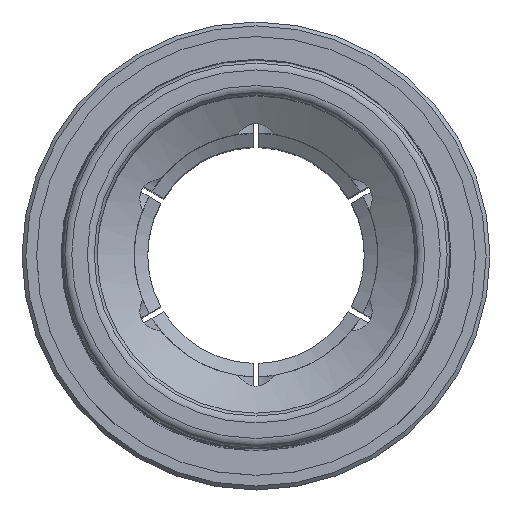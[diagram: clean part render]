
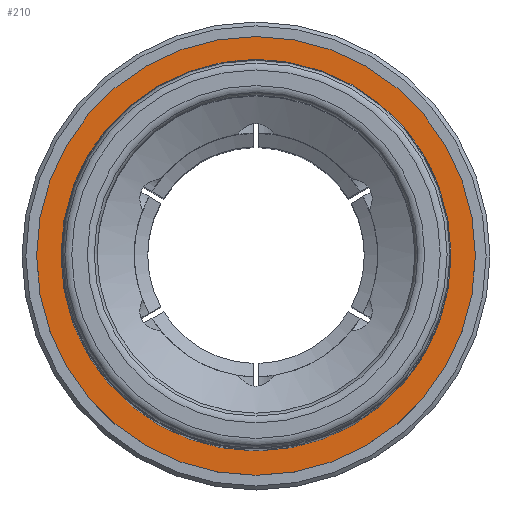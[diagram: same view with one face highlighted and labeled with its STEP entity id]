
A CAD part, top view. The second image highlights one B-rep face of the part: STEP entity #210.
In plain terms, the highlighted planar face has unit normal (0, 0, 1).
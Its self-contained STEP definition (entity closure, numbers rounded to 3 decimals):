
#90=FACE_BOUND('',#362,.T.);
#91=FACE_BOUND('',#363,.T.);
#110=PLANE('',#1455);
#210=ADVANCED_FACE('',(#90,#91),#110,.F.);
#362=EDGE_LOOP('',(#745));
#363=EDGE_LOOP('',(#746,#747,#748,#749,#750,#751,#752,#753,#754,#755,#756,
#757,#758,#759,#760,#761,#762,#763,#764,#765,#766,#767,#768,#769));
#408=LINE('',#1889,#504);
#412=LINE('',#1898,#508);
#417=LINE('',#1907,#513);
#419=LINE('',#1910,#515);
#426=LINE('',#2190,#522);
#441=LINE('',#2665,#537);
#442=LINE('',#2667,#538);
#443=LINE('',#2668,#539);
#444=LINE('',#2670,#540);
#445=LINE('',#2672,#541);
#446=LINE('',#2673,#542);
#447=LINE('',#2675,#543);
#448=LINE('',#2677,#544);
#449=LINE('',#2678,#545);
#450=LINE('',#2680,#546);
#451=LINE('',#2682,#547);
#452=LINE('',#2683,#548);
#453=LINE('',#2685,#549);
#504=VECTOR('',#1529,1.);
#508=VECTOR('',#1535,1.);
#513=VECTOR('',#1542,1.);
#515=VECTOR('',#1546,1.);
#522=VECTOR('',#1563,1.);
#537=VECTOR('',#1690,1.);
#538=VECTOR('',#1691,1.);
#539=VECTOR('',#1692,1.);
#540=VECTOR('',#1693,1.);
#541=VECTOR('',#1694,1.);
#542=VECTOR('',#1695,1.);
#543=VECTOR('',#1696,1.);
#544=VECTOR('',#1697,1.);
#545=VECTOR('',#1698,1.);
#546=VECTOR('',#1699,1.);
#547=VECTOR('',#1700,1.);
#548=VECTOR('',#1701,1.);
#549=VECTOR('',#1702,1.);
#745=ORIENTED_EDGE('',*,*,#1155,.T.);
#746=ORIENTED_EDGE('',*,*,#1212,.T.);
#747=ORIENTED_EDGE('',*,*,#1190,.F.);
#748=ORIENTED_EDGE('',*,*,#1149,.T.);
#749=ORIENTED_EDGE('',*,*,#1125,.T.);
#750=ORIENTED_EDGE('',*,*,#1130,.T.);
#751=ORIENTED_EDGE('',*,*,#1211,.F.);
#752=ORIENTED_EDGE('',*,*,#1132,.F.);
#753=ORIENTED_EDGE('',*,*,#1121,.F.);
#754=ORIENTED_EDGE('',*,*,#1213,.F.);
#755=ORIENTED_EDGE('',*,*,#1209,.F.);
#756=ORIENTED_EDGE('',*,*,#1214,.T.);
#757=ORIENTED_EDGE('',*,*,#1215,.T.);
#758=ORIENTED_EDGE('',*,*,#1216,.T.);
#759=ORIENTED_EDGE('',*,*,#1204,.F.);
#760=ORIENTED_EDGE('',*,*,#1217,.T.);
#761=ORIENTED_EDGE('',*,*,#1218,.T.);
#762=ORIENTED_EDGE('',*,*,#1219,.T.);
#763=ORIENTED_EDGE('',*,*,#1199,.F.);
#764=ORIENTED_EDGE('',*,*,#1220,.F.);
#765=ORIENTED_EDGE('',*,*,#1221,.F.);
#766=ORIENTED_EDGE('',*,*,#1222,.F.);
#767=ORIENTED_EDGE('',*,*,#1195,.F.);
#768=ORIENTED_EDGE('',*,*,#1223,.T.);
#769=ORIENTED_EDGE('',*,*,#1224,.T.);
#981=VERTEX_POINT('',#1883);
#984=VERTEX_POINT('',#1888);
#985=VERTEX_POINT('',#1892);
#988=VERTEX_POINT('',#1897);
#991=VERTEX_POINT('',#1906);
#992=VERTEX_POINT('',#1911);
#1005=VERTEX_POINT('',#2191);
#1009=VERTEX_POINT('',#2207);
#1040=VERTEX_POINT('',#2406);
#1044=VERTEX_POINT('',#2468);
#1045=VERTEX_POINT('',#2470);
#1048=VERTEX_POINT('',#2530);
#1049=VERTEX_POINT('',#2532);
#1053=VERTEX_POINT('',#2594);
#1054=VERTEX_POINT('',#2596);
#1058=VERTEX_POINT('',#2658);
#1059=VERTEX_POINT('',#2660);
#1060=VERTEX_POINT('',#2666);
#1061=VERTEX_POINT('',#2669);
#1062=VERTEX_POINT('',#2671);
#1063=VERTEX_POINT('',#2674);
#1064=VERTEX_POINT('',#2676);
#1065=VERTEX_POINT('',#2679);
#1066=VERTEX_POINT('',#2681);
#1067=VERTEX_POINT('',#2684);
#1121=EDGE_CURVE('',#984,#981,#408,.T.);
#1125=EDGE_CURVE('',#985,#988,#412,.T.);
#1130=EDGE_CURVE('',#988,#991,#417,.T.);
#1132=EDGE_CURVE('',#981,#992,#419,.T.);
#1149=EDGE_CURVE('',#1005,#985,#426,.T.);
#1155=EDGE_CURVE('',#1009,#1009,#1306,.T.);
#1190=EDGE_CURVE('',#1005,#1040,#1332,.T.);
#1195=EDGE_CURVE('',#1044,#1045,#1333,.T.);
#1199=EDGE_CURVE('',#1048,#1049,#1334,.T.);
#1204=EDGE_CURVE('',#1053,#1054,#1335,.T.);
#1209=EDGE_CURVE('',#1058,#1059,#1336,.T.);
#1211=EDGE_CURVE('',#992,#991,#1337,.T.);
#1212=EDGE_CURVE('',#1060,#1040,#441,.T.);
#1213=EDGE_CURVE('',#1059,#984,#442,.T.);
#1214=EDGE_CURVE('',#1058,#1061,#443,.T.);
#1215=EDGE_CURVE('',#1061,#1062,#444,.T.);
#1216=EDGE_CURVE('',#1062,#1054,#445,.T.);
#1217=EDGE_CURVE('',#1053,#1063,#446,.T.);
#1218=EDGE_CURVE('',#1063,#1064,#447,.T.);
#1219=EDGE_CURVE('',#1064,#1049,#448,.T.);
#1220=EDGE_CURVE('',#1065,#1048,#449,.T.);
#1221=EDGE_CURVE('',#1066,#1065,#450,.T.);
#1222=EDGE_CURVE('',#1045,#1066,#451,.T.);
#1223=EDGE_CURVE('',#1044,#1067,#452,.T.);
#1224=EDGE_CURVE('',#1067,#1060,#453,.T.);
#1306=CIRCLE('',#1401,11.25);
#1332=CIRCLE('',#1447,10.);
#1333=CIRCLE('',#1448,10.);
#1334=CIRCLE('',#1449,10.);
#1335=CIRCLE('',#1450,10.);
#1336=CIRCLE('',#1451,10.);
#1337=CIRCLE('',#1452,10.);
#1401=AXIS2_PLACEMENT_3D('',#2206,#1571,#1572);
#1447=AXIS2_PLACEMENT_3D('',#2405,#1665,#1666);
#1448=AXIS2_PLACEMENT_3D('',#2469,#1669,#1670);
#1449=AXIS2_PLACEMENT_3D('',#2531,#1673,#1674);
#1450=AXIS2_PLACEMENT_3D('',#2595,#1677,#1678);
#1451=AXIS2_PLACEMENT_3D('',#2659,#1681,#1682);
#1452=AXIS2_PLACEMENT_3D('',#2662,#1684,#1685);
#1455=AXIS2_PLACEMENT_3D('',#2686,#1703,#1704);
#1529=DIRECTION('',(1.,0.,0.));
#1535=DIRECTION('',(-0.5,-0.866,0.));
#1542=DIRECTION('',(-0.866,0.5,0.));
#1546=DIRECTION('',(0.,1.,0.));
#1563=DIRECTION('',(0.866,-0.5,0.));
#1571=DIRECTION('',(0.,0.,1.));
#1572=DIRECTION('',(-1.,0.,0.));
#1665=DIRECTION('',(0.,0.,1.));
#1666=DIRECTION('',(-1.,0.,0.));
#1669=DIRECTION('',(0.,0.,1.));
#1670=DIRECTION('',(-1.,0.,0.));
#1673=DIRECTION('',(0.,0.,1.));
#1674=DIRECTION('',(-1.,0.,0.));
#1677=DIRECTION('',(0.,0.,1.));
#1678=DIRECTION('',(-1.,0.,0.));
#1681=DIRECTION('',(0.,0.,1.));
#1682=DIRECTION('',(-1.,0.,0.));
#1684=DIRECTION('',(0.,0.,1.));
#1685=DIRECTION('',(-1.,0.,0.));
#1690=DIRECTION('',(-0.866,-0.5,0.));
#1691=DIRECTION('',(0.,-1.,0.));
#1692=DIRECTION('',(-0.866,-0.5,0.));
#1693=DIRECTION('',(-0.5,0.866,0.));
#1694=DIRECTION('',(0.866,0.5,0.));
#1695=DIRECTION('',(-0.866,0.5,0.));
#1696=DIRECTION('',(0.5,0.866,0.));
#1697=DIRECTION('',(0.866,-0.5,0.));
#1698=DIRECTION('',(0.,-1.,0.));
#1699=DIRECTION('',(-1.,0.,0.));
#1700=DIRECTION('',(0.,1.,0.));
#1701=DIRECTION('',(0.866,0.5,0.));
#1702=DIRECTION('',(0.5,-0.866,0.));
#1703=DIRECTION('',(0.,0.,-1.));
#1704=DIRECTION('',(1.,0.,0.));
#1883=CARTESIAN_POINT('',(0.15,-10.,0.));
#1888=CARTESIAN_POINT('',(-0.15,-10.,0.));
#1889=CARTESIAN_POINT('',(-0.15,-10.,0.));
#1892=CARTESIAN_POINT('',(8.735,-4.87,0.));
#1897=CARTESIAN_POINT('',(8.585,-5.13,0.));
#1898=CARTESIAN_POINT('',(8.735,-4.87,0.));
#1906=CARTESIAN_POINT('',(8.584,-5.129,0.));
#1907=CARTESIAN_POINT('',(8.585,-5.13,0.));
#1910=CARTESIAN_POINT('',(0.15,-10.,0.));
#1911=CARTESIAN_POINT('',(0.15,-9.999,0.));
#2190=CARTESIAN_POINT('',(8.431,-4.695,0.));
#2191=CARTESIAN_POINT('',(8.734,-4.87,0.));
#2206=CARTESIAN_POINT('',(0.,0.,0.));
#2207=CARTESIAN_POINT('',(-11.25,0.,0.));
#2405=CARTESIAN_POINT('',(0.,0.,0.));
#2406=CARTESIAN_POINT('',(8.734,4.87,0.));
#2468=CARTESIAN_POINT('',(8.584,5.129,0.));
#2469=CARTESIAN_POINT('',(0.,0.,0.));
#2470=CARTESIAN_POINT('',(0.15,9.999,0.));
#2530=CARTESIAN_POINT('',(-0.15,9.999,0.));
#2531=CARTESIAN_POINT('',(0.,0.,0.));
#2532=CARTESIAN_POINT('',(-8.584,5.129,0.));
#2594=CARTESIAN_POINT('',(-8.734,4.87,0.));
#2595=CARTESIAN_POINT('',(0.,0.,0.));
#2596=CARTESIAN_POINT('',(-8.734,-4.87,0.));
#2658=CARTESIAN_POINT('',(-8.584,-5.129,0.));
#2659=CARTESIAN_POINT('',(0.,0.,0.));
#2660=CARTESIAN_POINT('',(-0.15,-9.999,0.));
#2662=CARTESIAN_POINT('',(0.,0.,0.));
#2665=CARTESIAN_POINT('',(8.735,4.87,0.));
#2666=CARTESIAN_POINT('',(8.735,4.87,0.));
#2667=CARTESIAN_POINT('',(-0.15,-9.649,0.));
#2668=CARTESIAN_POINT('',(-8.281,-4.954,0.));
#2669=CARTESIAN_POINT('',(-8.585,-5.13,0.));
#2670=CARTESIAN_POINT('',(-8.585,-5.13,0.));
#2671=CARTESIAN_POINT('',(-8.735,-4.87,0.));
#2672=CARTESIAN_POINT('',(-8.735,-4.87,0.));
#2673=CARTESIAN_POINT('',(-8.431,4.695,0.));
#2674=CARTESIAN_POINT('',(-8.735,4.87,0.));
#2675=CARTESIAN_POINT('',(-8.735,4.87,0.));
#2676=CARTESIAN_POINT('',(-8.585,5.13,0.));
#2677=CARTESIAN_POINT('',(-8.585,5.13,0.));
#2678=CARTESIAN_POINT('',(-0.15,10.,0.));
#2679=CARTESIAN_POINT('',(-0.15,10.,0.));
#2680=CARTESIAN_POINT('',(0.15,10.,0.));
#2681=CARTESIAN_POINT('',(0.15,10.,0.));
#2682=CARTESIAN_POINT('',(0.15,9.649,0.));
#2683=CARTESIAN_POINT('',(8.281,4.954,0.));
#2684=CARTESIAN_POINT('',(8.585,5.13,0.));
#2685=CARTESIAN_POINT('',(8.585,5.13,0.));
#2686=CARTESIAN_POINT('',(0.,9.65,0.));
